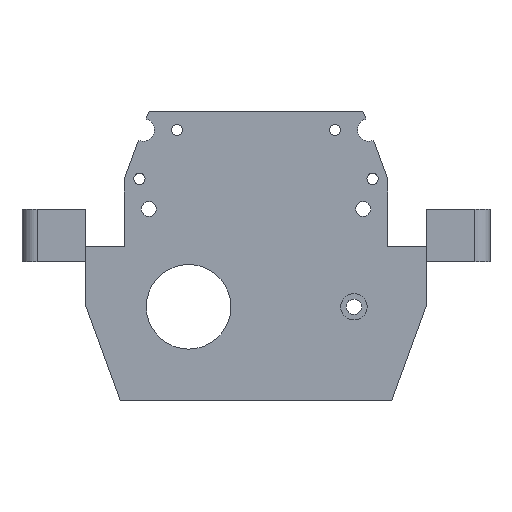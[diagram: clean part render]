
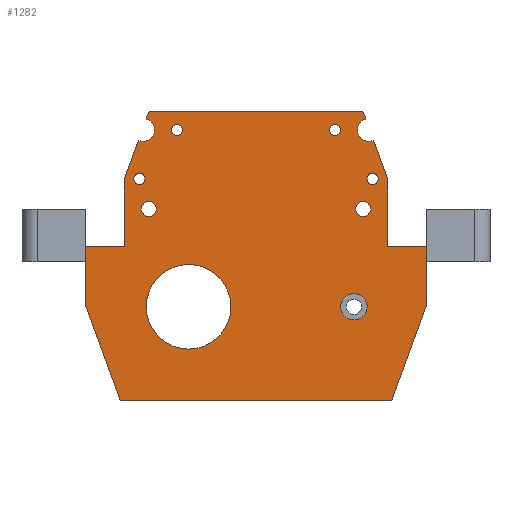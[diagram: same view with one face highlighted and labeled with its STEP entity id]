
A CAD part, top view. The second image highlights one B-rep face of the part: STEP entity #1282.
In plain terms, the highlighted planar face has unit normal (0, 0, 1).
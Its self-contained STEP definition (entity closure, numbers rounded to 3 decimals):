
#49=FACE_BOUND('',#246,.T.);
#50=FACE_BOUND('',#247,.T.);
#51=FACE_BOUND('',#248,.T.);
#52=FACE_BOUND('',#249,.T.);
#53=FACE_BOUND('',#250,.T.);
#54=FACE_BOUND('',#251,.T.);
#55=FACE_BOUND('',#252,.T.);
#56=FACE_BOUND('',#253,.T.);
#60=CIRCLE('',#1320,3.5);
#63=CIRCLE('',#1326,11.25);
#84=CIRCLE('',#1387,2.);
#85=CIRCLE('',#1389,1.5);
#86=CIRCLE('',#1391,2.);
#87=CIRCLE('',#1393,1.5);
#88=CIRCLE('',#1395,1.5);
#89=CIRCLE('',#1397,1.5);
#90=CIRCLE('',#1400,3.);
#91=CIRCLE('',#1405,3.);
#161=FACE_OUTER_BOUND('',#245,.T.);
#245=EDGE_LOOP('',(#1136,#1137,#1138,#1139,#1140,#1141,#1142,#1143,#1144,
#1145,#1146,#1147,#1148,#1149,#1150,#1151));
#246=EDGE_LOOP('',(#1152));
#247=EDGE_LOOP('',(#1153));
#248=EDGE_LOOP('',(#1154));
#249=EDGE_LOOP('',(#1155));
#250=EDGE_LOOP('',(#1156));
#251=EDGE_LOOP('',(#1157));
#252=EDGE_LOOP('',(#1158));
#253=EDGE_LOOP('',(#1159));
#324=LINE('',#1945,#462);
#327=LINE('',#1951,#465);
#341=LINE('',#1981,#479);
#354=LINE('',#2008,#492);
#358=LINE('',#2017,#496);
#362=LINE('',#2024,#500);
#377=LINE('',#2083,#515);
#380=LINE('',#2091,#518);
#382=LINE('',#2095,#520);
#384=LINE('',#2099,#522);
#387=LINE('',#2107,#525);
#389=LINE('',#2110,#527);
#390=LINE('',#2112,#528);
#391=LINE('',#2114,#529);
#462=VECTOR('',#1587,10.);
#465=VECTOR('',#1592,10.);
#479=VECTOR('',#1622,10.);
#492=VECTOR('',#1649,10.);
#496=VECTOR('',#1659,10.);
#500=VECTOR('',#1663,10.);
#515=VECTOR('',#1722,10.);
#518=VECTOR('',#1731,10.);
#520=VECTOR('',#1735,10.);
#522=VECTOR('',#1739,10.);
#525=VECTOR('',#1748,10.);
#527=VECTOR('',#1752,10.);
#528=VECTOR('',#1755,10.);
#529=VECTOR('',#1758,10.);
#552=VERTEX_POINT('',#1825);
#555=VERTEX_POINT('',#1836);
#589=VERTEX_POINT('',#1942);
#590=VERTEX_POINT('',#1944);
#591=VERTEX_POINT('',#1948);
#592=VERTEX_POINT('',#1950);
#600=VERTEX_POINT('',#1980);
#607=VERTEX_POINT('',#2006);
#609=VERTEX_POINT('',#2016);
#612=VERTEX_POINT('',#2022);
#627=VERTEX_POINT('',#2056);
#628=VERTEX_POINT('',#2060);
#629=VERTEX_POINT('',#2064);
#630=VERTEX_POINT('',#2068);
#631=VERTEX_POINT('',#2072);
#632=VERTEX_POINT('',#2076);
#633=VERTEX_POINT('',#2080);
#634=VERTEX_POINT('',#2082);
#635=VERTEX_POINT('',#2086);
#636=VERTEX_POINT('',#2090);
#637=VERTEX_POINT('',#2094);
#638=VERTEX_POINT('',#2098);
#639=VERTEX_POINT('',#2102);
#640=VERTEX_POINT('',#2106);
#672=EDGE_CURVE('',#552,#552,#60,.T.);
#676=EDGE_CURVE('',#555,#555,#63,.T.);
#728=EDGE_CURVE('',#590,#589,#324,.T.);
#731=EDGE_CURVE('',#592,#591,#327,.T.);
#746=EDGE_CURVE('',#600,#592,#341,.T.);
#760=EDGE_CURVE('',#589,#607,#354,.T.);
#764=EDGE_CURVE('',#609,#600,#358,.T.);
#768=EDGE_CURVE('',#607,#612,#362,.T.);
#785=EDGE_CURVE('',#627,#627,#84,.T.);
#787=EDGE_CURVE('',#628,#628,#85,.T.);
#789=EDGE_CURVE('',#629,#629,#86,.T.);
#791=EDGE_CURVE('',#630,#630,#87,.T.);
#793=EDGE_CURVE('',#631,#631,#88,.T.);
#795=EDGE_CURVE('',#632,#632,#89,.T.);
#797=EDGE_CURVE('',#634,#633,#377,.T.);
#799=EDGE_CURVE('',#635,#634,#90,.T.);
#801=EDGE_CURVE('',#636,#635,#380,.T.);
#803=EDGE_CURVE('',#637,#636,#382,.T.);
#805=EDGE_CURVE('',#638,#637,#384,.T.);
#807=EDGE_CURVE('',#639,#638,#91,.T.);
#809=EDGE_CURVE('',#640,#639,#387,.T.);
#811=EDGE_CURVE('',#612,#640,#389,.T.);
#812=EDGE_CURVE('',#591,#590,#390,.T.);
#813=EDGE_CURVE('',#633,#609,#391,.T.);
#1136=ORIENTED_EDGE('',*,*,#813,.T.);
#1137=ORIENTED_EDGE('',*,*,#764,.T.);
#1138=ORIENTED_EDGE('',*,*,#746,.T.);
#1139=ORIENTED_EDGE('',*,*,#731,.T.);
#1140=ORIENTED_EDGE('',*,*,#812,.T.);
#1141=ORIENTED_EDGE('',*,*,#728,.T.);
#1142=ORIENTED_EDGE('',*,*,#760,.T.);
#1143=ORIENTED_EDGE('',*,*,#768,.T.);
#1144=ORIENTED_EDGE('',*,*,#811,.T.);
#1145=ORIENTED_EDGE('',*,*,#809,.T.);
#1146=ORIENTED_EDGE('',*,*,#807,.T.);
#1147=ORIENTED_EDGE('',*,*,#805,.T.);
#1148=ORIENTED_EDGE('',*,*,#803,.T.);
#1149=ORIENTED_EDGE('',*,*,#801,.T.);
#1150=ORIENTED_EDGE('',*,*,#799,.T.);
#1151=ORIENTED_EDGE('',*,*,#797,.T.);
#1152=ORIENTED_EDGE('',*,*,#672,.T.);
#1153=ORIENTED_EDGE('',*,*,#676,.T.);
#1154=ORIENTED_EDGE('',*,*,#795,.T.);
#1155=ORIENTED_EDGE('',*,*,#793,.T.);
#1156=ORIENTED_EDGE('',*,*,#791,.T.);
#1157=ORIENTED_EDGE('',*,*,#789,.T.);
#1158=ORIENTED_EDGE('',*,*,#787,.T.);
#1159=ORIENTED_EDGE('',*,*,#785,.T.);
#1212=PLANE('',#1410);
#1282=ADVANCED_FACE('',(#161,#49,#50,#51,#52,#53,#54,#55,#56),#1212,.T.);
#1320=AXIS2_PLACEMENT_3D('',#1827,#1469,#1470);
#1326=AXIS2_PLACEMENT_3D('',#1837,#1482,#1483);
#1387=AXIS2_PLACEMENT_3D('',#2058,#1692,#1693);
#1389=AXIS2_PLACEMENT_3D('',#2062,#1697,#1698);
#1391=AXIS2_PLACEMENT_3D('',#2066,#1702,#1703);
#1393=AXIS2_PLACEMENT_3D('',#2070,#1707,#1708);
#1395=AXIS2_PLACEMENT_3D('',#2074,#1712,#1713);
#1397=AXIS2_PLACEMENT_3D('',#2078,#1717,#1718);
#1400=AXIS2_PLACEMENT_3D('',#2087,#1726,#1727);
#1405=AXIS2_PLACEMENT_3D('',#2103,#1743,#1744);
#1410=AXIS2_PLACEMENT_3D('',#2115,#1759,#1760);
#1469=DIRECTION('center_axis',(0.,0.,-1.));
#1470=DIRECTION('ref_axis',(1.,0.,0.));
#1482=DIRECTION('center_axis',(0.,0.,-1.));
#1483=DIRECTION('ref_axis',(-1.,0.,0.));
#1587=DIRECTION('',(0.343,0.939,0.));
#1592=DIRECTION('',(0.343,-0.939,0.));
#1622=DIRECTION('',(0.,-1.,0.));
#1649=DIRECTION('',(0.,1.,0.));
#1659=DIRECTION('',(-1.,0.,0.));
#1663=DIRECTION('',(-1.,0.,0.));
#1692=DIRECTION('center_axis',(0.,0.,-1.));
#1693=DIRECTION('ref_axis',(1.,0.,0.));
#1697=DIRECTION('center_axis',(0.,0.,-1.));
#1698=DIRECTION('ref_axis',(1.,0.,0.));
#1702=DIRECTION('center_axis',(0.,0.,-1.));
#1703=DIRECTION('ref_axis',(1.,0.,0.));
#1707=DIRECTION('center_axis',(0.,0.,-1.));
#1708=DIRECTION('ref_axis',(1.,0.,0.));
#1712=DIRECTION('center_axis',(0.,0.,-1.));
#1713=DIRECTION('ref_axis',(1.,0.,0.));
#1717=DIRECTION('center_axis',(0.,0.,-1.));
#1718=DIRECTION('ref_axis',(1.,0.,0.));
#1722=DIRECTION('',(-0.343,-0.939,0.));
#1726=DIRECTION('center_axis',(0.,0.,-1.));
#1727=DIRECTION('ref_axis',(1.,0.,0.));
#1731=DIRECTION('',(-0.343,-0.939,0.));
#1735=DIRECTION('',(-1.,0.,0.));
#1739=DIRECTION('',(-0.343,0.939,0.));
#1743=DIRECTION('center_axis',(0.,0.,-1.));
#1744=DIRECTION('ref_axis',(1.,0.,0.));
#1748=DIRECTION('',(-0.343,0.939,0.));
#1752=DIRECTION('',(0.,1.,0.));
#1755=DIRECTION('',(1.,0.,0.));
#1758=DIRECTION('',(0.,-1.,0.));
#1759=DIRECTION('center_axis',(0.,0.,1.));
#1760=DIRECTION('ref_axis',(1.,0.,0.));
#1825=CARTESIAN_POINT('',(57.535,-20.,4.));
#1827=CARTESIAN_POINT('Origin',(61.035,-20.,4.));
#1836=CARTESIAN_POINT('',(28.335,-20.,4.));
#1837=CARTESIAN_POINT('Origin',(17.085,-20.,4.));
#1942=CARTESIAN_POINT('',(80.2,-20.,4.));
#1944=CARTESIAN_POINT('',(71.065,-45.,4.));
#1945=CARTESIAN_POINT('',(80.2,-20.,4.));
#1948=CARTESIAN_POINT('',(-1.065,-45.,4.));
#1950=CARTESIAN_POINT('',(-10.2,-20.,4.));
#1951=CARTESIAN_POINT('',(-10.2,-20.,4.));
#1980=CARTESIAN_POINT('',(-10.2,-4.,4.));
#1981=CARTESIAN_POINT('',(-10.2,-4.,4.));
#2006=CARTESIAN_POINT('',(80.2,-4.,4.));
#2008=CARTESIAN_POINT('',(80.2,-4.,4.));
#2016=CARTESIAN_POINT('',(0.,-4.,4.));
#2017=CARTESIAN_POINT('',(0.,-4.,4.));
#2022=CARTESIAN_POINT('',(70.,-4.,4.));
#2024=CARTESIAN_POINT('',(70.,-4.,4.));
#2056=CARTESIAN_POINT('',(4.5,6.,4.));
#2058=CARTESIAN_POINT('Origin',(6.5,6.,4.));
#2060=CARTESIAN_POINT('',(12.5,27.,4.));
#2062=CARTESIAN_POINT('Origin',(14.,27.,4.));
#2064=CARTESIAN_POINT('',(61.5,6.,4.));
#2066=CARTESIAN_POINT('Origin',(63.5,6.,4.));
#2068=CARTESIAN_POINT('',(64.5,14.,4.));
#2070=CARTESIAN_POINT('Origin',(66.,14.,4.));
#2072=CARTESIAN_POINT('',(54.5,27.,4.));
#2074=CARTESIAN_POINT('Origin',(56.,27.,4.));
#2076=CARTESIAN_POINT('',(2.5,14.,4.));
#2078=CARTESIAN_POINT('Origin',(4.,14.,4.));
#2080=CARTESIAN_POINT('',(0.,14.,4.));
#2082=CARTESIAN_POINT('',(3.753,24.271,4.));
#2083=CARTESIAN_POINT('',(0.,14.,4.));
#2086=CARTESIAN_POINT('',(5.806,29.89,4.));
#2087=CARTESIAN_POINT('Origin',(5.,27.,4.));
#2090=CARTESIAN_POINT('',(6.577,32.,4.));
#2091=CARTESIAN_POINT('',(3.753,24.271,4.));
#2094=CARTESIAN_POINT('',(63.423,32.,4.));
#2095=CARTESIAN_POINT('',(57.923,32.,4.));
#2098=CARTESIAN_POINT('',(64.194,29.89,4.));
#2099=CARTESIAN_POINT('',(63.423,32.,4.));
#2102=CARTESIAN_POINT('',(66.247,24.271,4.));
#2103=CARTESIAN_POINT('Origin',(65.,27.,4.));
#2106=CARTESIAN_POINT('',(70.,14.,4.));
#2107=CARTESIAN_POINT('',(63.423,32.,4.));
#2110=CARTESIAN_POINT('',(70.,14.,4.));
#2112=CARTESIAN_POINT('',(-1.065,-45.,4.));
#2114=CARTESIAN_POINT('',(0.,32.,4.));
#2115=CARTESIAN_POINT('Origin',(35.,-6.5,4.));
